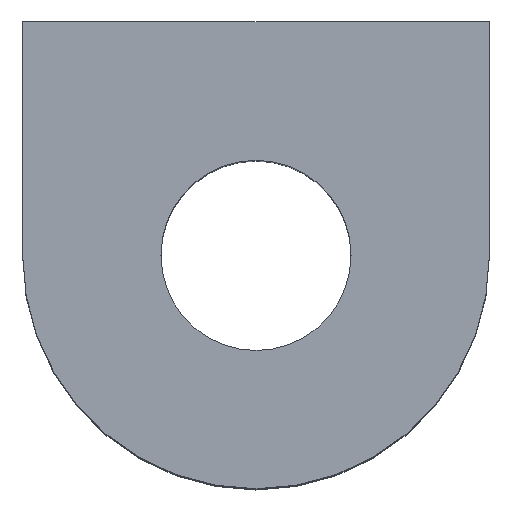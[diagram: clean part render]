
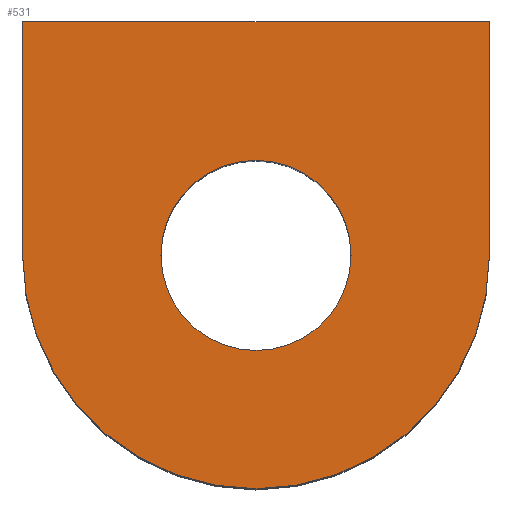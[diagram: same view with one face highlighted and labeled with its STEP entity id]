
A CAD part, top view. The second image highlights one B-rep face of the part: STEP entity #531.
In plain terms, the highlighted planar face has unit normal (0, 0, 1).
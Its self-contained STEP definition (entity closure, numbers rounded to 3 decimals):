
#222 = VERTEX_POINT('',#223);
#223 = CARTESIAN_POINT('',(4.7,0.,8.7));
#229 = EDGE_CURVE('',#222,#230,#232,.T.);
#230 = VERTEX_POINT('',#231);
#231 = CARTESIAN_POINT('',(-0.7,0.,8.7));
#232 = LINE('',#233,#234);
#233 = CARTESIAN_POINT('',(4.7,0.,8.7));
#234 = VECTOR('',#235,1.);
#235 = DIRECTION('',(-1.,0.,0.));
#489 = EDGE_CURVE('',#230,#490,#492,.T.);
#490 = VERTEX_POINT('',#491);
#491 = CARTESIAN_POINT('',(-0.7,-2.7,8.7));
#492 = LINE('',#493,#494);
#493 = CARTESIAN_POINT('',(-0.7,0.,8.7));
#494 = VECTOR('',#495,1.);
#495 = DIRECTION('',(0.,-1.,0.));
#531 = ADVANCED_FACE('',(#532,#551),#562,.T.);
#532 = FACE_BOUND('',#533,.T.);
#533 = EDGE_LOOP('',(#534,#543,#549,#550));
#534 = ORIENTED_EDGE('',*,*,#535,.T.);
#535 = EDGE_CURVE('',#490,#536,#538,.T.);
#536 = VERTEX_POINT('',#537);
#537 = CARTESIAN_POINT('',(4.7,-2.7,8.7));
#538 = CIRCLE('',#539,2.7);
#539 = AXIS2_PLACEMENT_3D('',#540,#541,#542);
#540 = CARTESIAN_POINT('',(2.,-2.7,8.7));
#541 = DIRECTION('',(0.,0.,1.));
#542 = DIRECTION('',(-1.,0.,0.));
#543 = ORIENTED_EDGE('',*,*,#544,.T.);
#544 = EDGE_CURVE('',#536,#222,#545,.T.);
#545 = LINE('',#546,#547);
#546 = CARTESIAN_POINT('',(4.7,-2.7,8.7));
#547 = VECTOR('',#548,1.);
#548 = DIRECTION('',(0.,1.,0.));
#549 = ORIENTED_EDGE('',*,*,#229,.T.);
#550 = ORIENTED_EDGE('',*,*,#489,.T.);
#551 = FACE_BOUND('',#552,.T.);
#552 = EDGE_LOOP('',(#553));
#553 = ORIENTED_EDGE('',*,*,#554,.F.);
#554 = EDGE_CURVE('',#555,#555,#557,.T.);
#555 = VERTEX_POINT('',#556);
#556 = CARTESIAN_POINT('',(2.,-1.6,8.7));
#557 = CIRCLE('',#558,1.1);
#558 = AXIS2_PLACEMENT_3D('',#559,#560,#561);
#559 = CARTESIAN_POINT('',(2.,-2.7,8.7));
#560 = DIRECTION('',(0.,0.,1.));
#561 = DIRECTION('',(0.,1.,0.));
#562 = PLANE('',#563);
#563 = AXIS2_PLACEMENT_3D('',#564,#565,#566);
#564 = CARTESIAN_POINT('',(2.,-2.211,8.7));
#565 = DIRECTION('',(0.,0.,1.));
#566 = DIRECTION('',(-1.,0.,0.));
